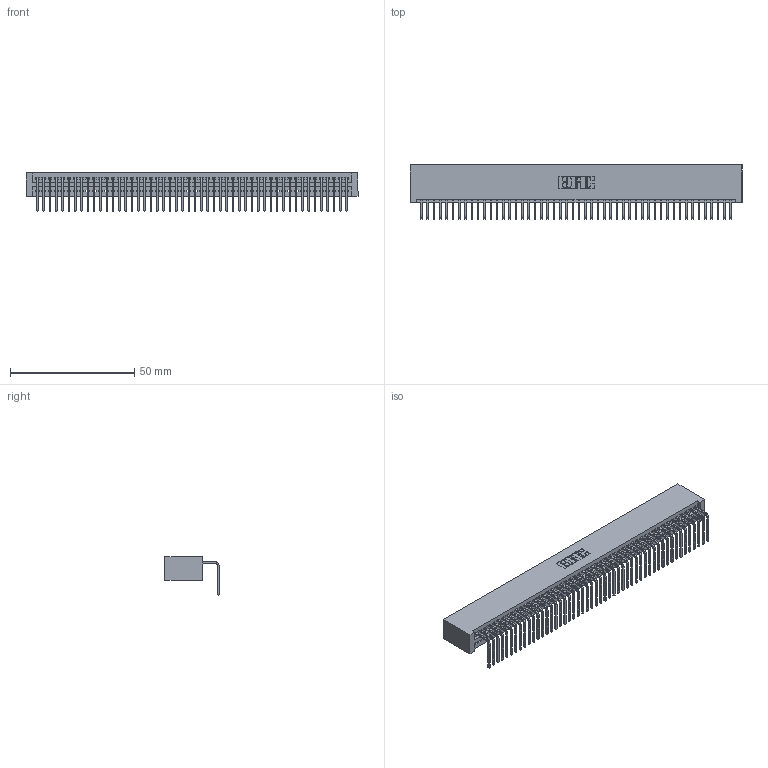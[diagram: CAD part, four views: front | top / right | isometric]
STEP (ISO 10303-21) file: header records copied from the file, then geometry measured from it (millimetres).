
FILE_DESCRIPTION (( 'STEP AP203' ), '1' );
FILE_NAME ('395-050-558-101.STEP', '2018-11-20T10:17:00', ( '' ), ( '' ), 'SwSTEP 2.0', 'SolidWorks 2016', '' );
FILE_SCHEMA (( 'CONFIG_CONTROL_DESIGN' ));
Length unit declared in the file: inch
Products named in the file (3): 345-292-001_558 Tail - 2; 395-050-558-101; 345 Part_No Mounting Lugs
Assembly tree (51 placements, depth 2):
  395-050-558-101
    345 Part_No Mounting Lugs
    345-292-001_558 Tail - 2  x50
Bounding box: 133.6 x 21.83 x 15.37 mm (x, y, z)
Volume: 13506.3 mm3; surface area: 19226.4 mm2
Topology: 51 solids, 51 shells, 3118 faces, 9417 edges, 6210 vertices
Faces by surface type: plane 2176, cylinder 942
Entity records: 36361 total; most frequent: CARTESIAN_POINT 6306, ORIENTED_EDGE 6290, DIRECTION 5489, EDGE_CURVE 3145, LINE 2821, VECTOR 2821, VERTEX_POINT 2094, AXIS2_PLACEMENT_3D 1334
